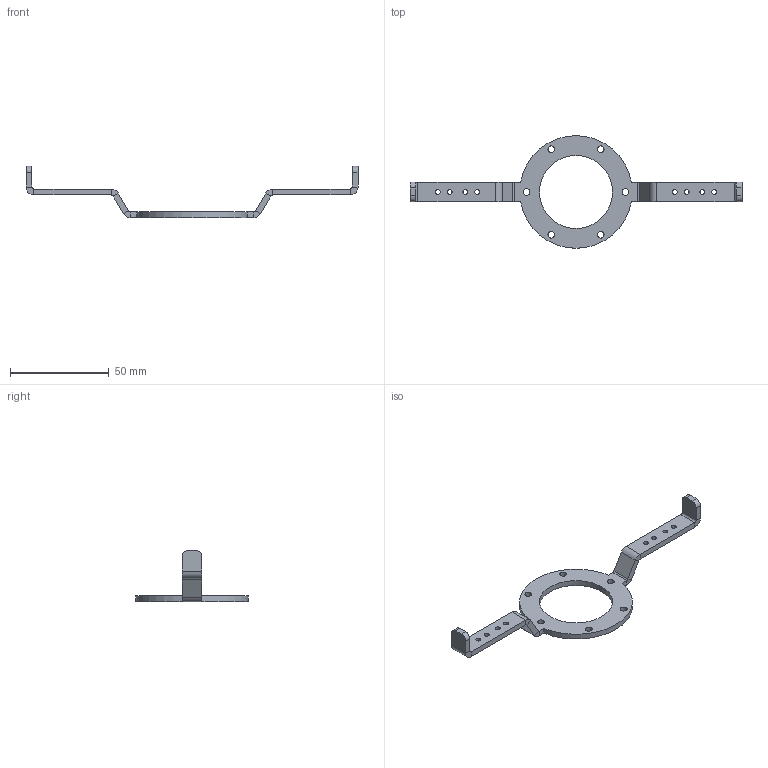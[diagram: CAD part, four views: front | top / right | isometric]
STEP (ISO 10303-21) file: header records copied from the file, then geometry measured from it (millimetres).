
FILE_DESCRIPTION (( 'STEP AP214' ), '1' );
FILE_NAME ('rail_connector.STEP', '2025-08-20T01:16:09', ( '' ), ( '' ), 'SwSTEP 2.0', 'SolidWorks 2025', '' );
FILE_SCHEMA (( 'AUTOMOTIVE_DESIGN' ));
Length unit declared in the file: millimetre
Products named in the file (1): rail_connector
Bounding box: 168.12 x 57 x 26 mm (x, y, z)
Volume: 8459.3 mm3; surface area: 7760.8 mm2
Topology: 1 solids, 1 shells, 92 faces, 222 edges, 132 vertices
Faces by surface type: cylinder 48, plane 44
Entity records: 2741 total; most frequent: DIRECTION 504, CARTESIAN_POINT 447, ORIENTED_EDGE 444, EDGE_CURVE 222, AXIS2_PLACEMENT_3D 189, VERTEX_POINT 132, LINE 126, VECTOR 126
